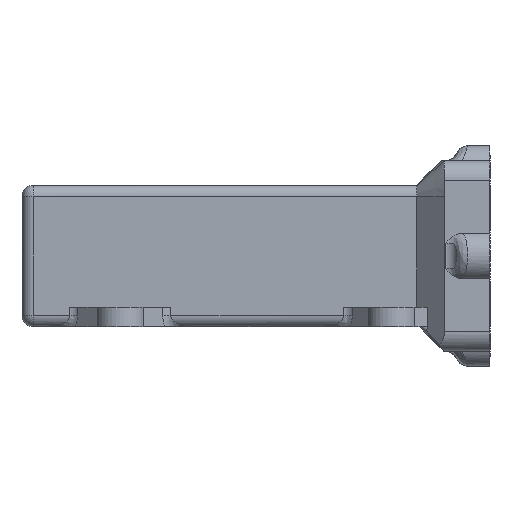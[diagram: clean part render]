
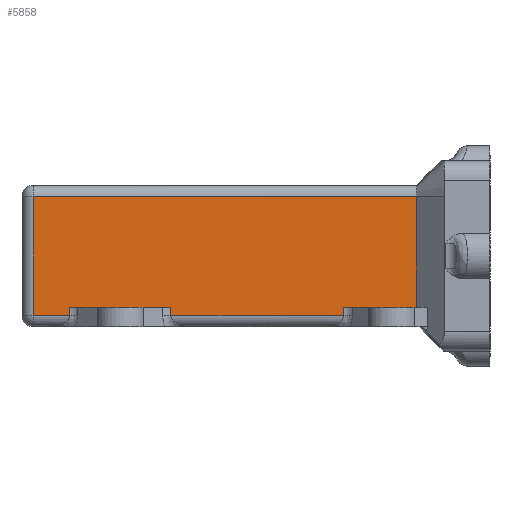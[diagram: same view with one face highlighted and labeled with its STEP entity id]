
A CAD part, left-side view. The second image highlights one B-rep face of the part: STEP entity #5858.
In plain terms, the highlighted planar face has unit normal (-1, 0, 0).
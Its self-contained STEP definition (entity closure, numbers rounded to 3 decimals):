
#405=PLANE('',#6216);
#594=FACE_OUTER_BOUND('',#925,.T.);
#925=EDGE_LOOP('',(#3992,#3993,#3994,#3995,#3996,#3997,#3998,#3999,#4000,
#4001));
#1312=LINE('',#8648,#1841);
#1357=LINE('',#8931,#1886);
#1359=LINE('',#8941,#1888);
#1360=LINE('',#8943,#1889);
#1361=LINE('',#8945,#1890);
#1362=LINE('',#8947,#1891);
#1363=LINE('',#8949,#1892);
#1364=LINE('',#8951,#1893);
#1365=LINE('',#8953,#1894);
#1366=LINE('',#8954,#1895);
#1841=VECTOR('',#6828,10.);
#1886=VECTOR('',#6949,10.);
#1888=VECTOR('',#6959,10.);
#1889=VECTOR('',#6960,10.);
#1890=VECTOR('',#6961,10.);
#1891=VECTOR('',#6962,10.);
#1892=VECTOR('',#6963,10.);
#1893=VECTOR('',#6964,10.);
#1894=VECTOR('',#6965,10.);
#1895=VECTOR('',#6966,10.);
#2373=VERTEX_POINT('',#8645);
#2374=VERTEX_POINT('',#8647);
#2435=VERTEX_POINT('',#8930);
#2439=VERTEX_POINT('',#8940);
#2440=VERTEX_POINT('',#8942);
#2441=VERTEX_POINT('',#8944);
#2442=VERTEX_POINT('',#8946);
#2443=VERTEX_POINT('',#8948);
#2444=VERTEX_POINT('',#8950);
#2445=VERTEX_POINT('',#8952);
#2969=EDGE_CURVE('',#2373,#2374,#1312,.T.);
#3048=EDGE_CURVE('',#2374,#2435,#1357,.T.);
#3053=EDGE_CURVE('',#2439,#2373,#1359,.T.);
#3054=EDGE_CURVE('',#2440,#2439,#1360,.T.);
#3055=EDGE_CURVE('',#2441,#2440,#1361,.T.);
#3056=EDGE_CURVE('',#2442,#2441,#1362,.T.);
#3057=EDGE_CURVE('',#2442,#2443,#1363,.T.);
#3058=EDGE_CURVE('',#2444,#2443,#1364,.T.);
#3059=EDGE_CURVE('',#2445,#2444,#1365,.T.);
#3060=EDGE_CURVE('',#2435,#2445,#1366,.T.);
#3992=ORIENTED_EDGE('',*,*,#2969,.F.);
#3993=ORIENTED_EDGE('',*,*,#3053,.F.);
#3994=ORIENTED_EDGE('',*,*,#3054,.F.);
#3995=ORIENTED_EDGE('',*,*,#3055,.F.);
#3996=ORIENTED_EDGE('',*,*,#3056,.F.);
#3997=ORIENTED_EDGE('',*,*,#3057,.T.);
#3998=ORIENTED_EDGE('',*,*,#3058,.F.);
#3999=ORIENTED_EDGE('',*,*,#3059,.F.);
#4000=ORIENTED_EDGE('',*,*,#3060,.F.);
#4001=ORIENTED_EDGE('',*,*,#3048,.F.);
#5858=ADVANCED_FACE('',(#594),#405,.F.);
#6216=AXIS2_PLACEMENT_3D('',#8939,#6957,#6958);
#6828=DIRECTION('',(0.,0.,-1.));
#6949=DIRECTION('',(0.,1.,0.));
#6957=DIRECTION('center_axis',(1.,0.,0.));
#6958=DIRECTION('ref_axis',(0.,0.,-1.));
#6959=DIRECTION('',(0.,-1.,0.));
#6960=DIRECTION('',(0.,0.,1.));
#6961=DIRECTION('',(0.,1.,0.));
#6962=DIRECTION('',(0.,0.,-1.));
#6963=DIRECTION('',(0.,-1.,0.));
#6964=DIRECTION('',(0.,0.,1.));
#6965=DIRECTION('',(0.,1.,0.));
#6966=DIRECTION('',(0.,0.,-1.));
#8645=CARTESIAN_POINT('',(220.,44.4,39.8));
#8647=CARTESIAN_POINT('',(220.,44.4,6.));
#8648=CARTESIAN_POINT('',(220.,44.4,26.825));
#8930=CARTESIAN_POINT('',(220.,66.721,6.));
#8931=CARTESIAN_POINT('',(220.,70.,6.));
#8939=CARTESIAN_POINT('Origin',(220.,81.,28.));
#8940=CARTESIAN_POINT('',(220.,161.5,39.8));
#8941=CARTESIAN_POINT('',(220.,120.,39.8));
#8942=CARTESIAN_POINT('',(220.,161.5,3.5));
#8943=CARTESIAN_POINT('',(220.,161.5,28.));
#8944=CARTESIAN_POINT('',(220.,150.45,3.5));
#8945=CARTESIAN_POINT('',(220.,81.,3.5));
#8946=CARTESIAN_POINT('',(220.,150.45,6.));
#8947=CARTESIAN_POINT('',(220.,150.45,22.));
#8948=CARTESIAN_POINT('',(220.,119.55,6.));
#8949=CARTESIAN_POINT('',(220.,104.5,6.));
#8950=CARTESIAN_POINT('',(220.,119.55,3.5));
#8951=CARTESIAN_POINT('',(220.,119.55,21.));
#8952=CARTESIAN_POINT('',(220.,66.721,3.5));
#8953=CARTESIAN_POINT('',(220.,81.,3.5));
#8954=CARTESIAN_POINT('',(220.,66.721,22.));
